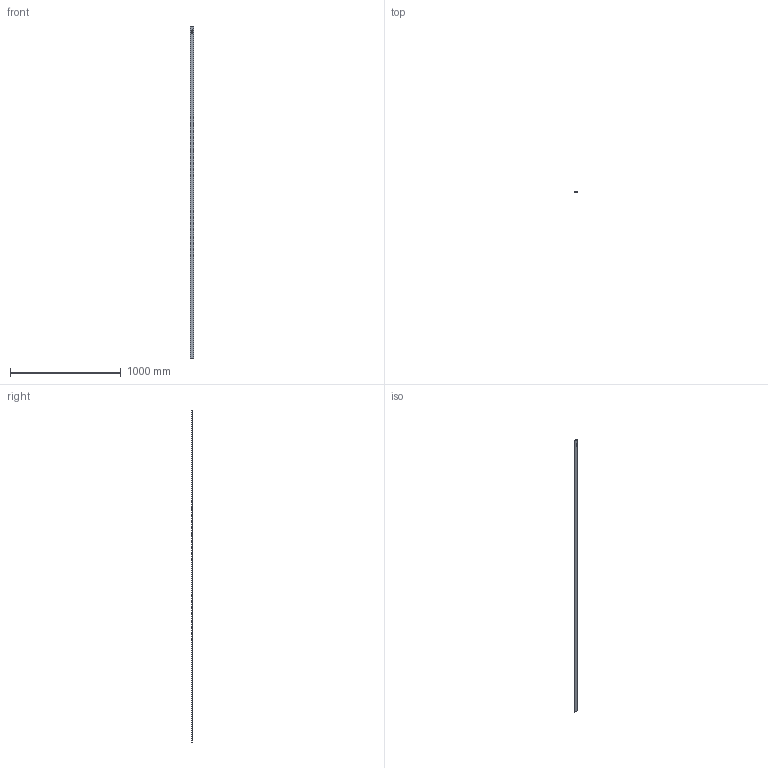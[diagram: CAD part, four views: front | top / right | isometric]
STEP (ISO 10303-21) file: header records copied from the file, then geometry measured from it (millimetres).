
FILE_DESCRIPTION (( 'STEP AP203' ), '1' );
FILE_NAME ('6313.step', '2015-09-17T15:51:34', ( '' ), ( '' ), 'SwSTEP 2.0', 'SolidWorks 2015', '' );
FILE_SCHEMA (( 'CONFIG_CONTROL_DESIGN' ));
Length unit declared in the file: millimetre
Products named in the file (1): 6313
Bounding box: 30 x 8 x 3000 mm (x, y, z)
Volume: 506287.6 mm3; surface area: 196553.8 mm2
Topology: 1 solids, 1 shells, 174 faces, 468 edges, 312 vertices
Faces by surface type: plane 88, bspline 85, cylinder 1
Entity records: 9589 total; most frequent: CARTESIAN_POINT 5728, ORIENTED_EDGE 936, DIRECTION 480, EDGE_CURVE 468, VERTEX_POINT 312, LINE 296, VECTOR 296, EDGE_LOOP 190
